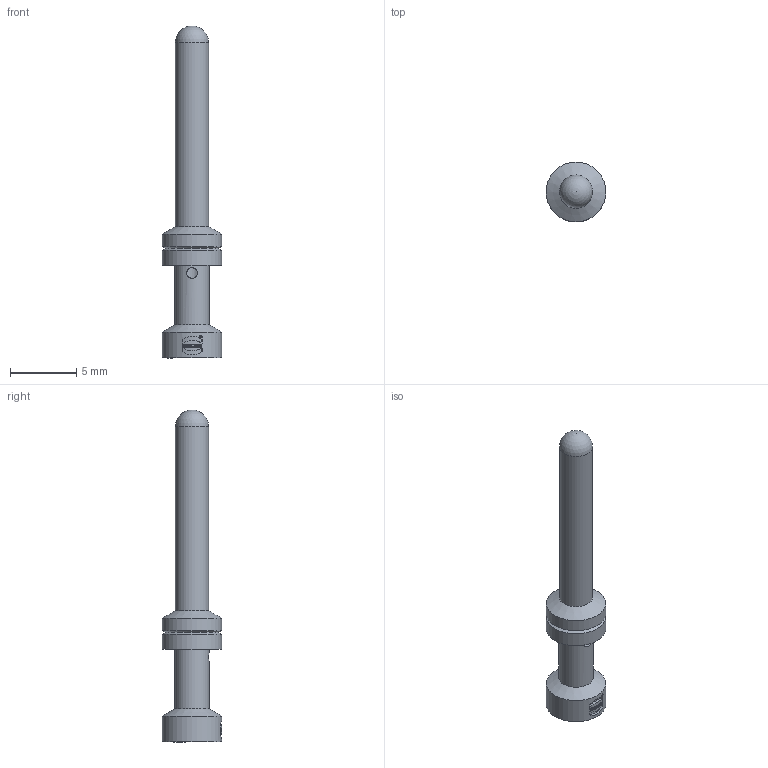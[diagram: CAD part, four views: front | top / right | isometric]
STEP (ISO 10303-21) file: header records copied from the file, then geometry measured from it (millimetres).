
FILE_DESCRIPTION(/* description */ (''),/* implementation_level */ '2;1');
FILE_NAME(/* name */ '100552554ugm000_c.stp',/* time_stamp */ '2022-03-11T18:51:50+01:00',/* author */ (''),/* organization */ (''),/* preprocessor_version */ 'ST-DEVELOPER v16.7',/* originating_system */ 'SIEMENS PLM Software NX 1911',/* authorisation */ '');
FILE_SCHEMA (('AUTOMOTIVE_DESIGN { 1 0 10303 214 3 1 1 1 }'));
Length unit declared in the file: millimetre
Products named in the file (1): 100552554ugm000_c
Bounding box: 4.5 x 4.5 x 25 mm (x, y, z)
Volume: 151.6 mm3; surface area: 334.8 mm2
Topology: 1 solids, 2 shells, 119 faces, 381 edges, 366 vertices
Faces by surface type: plane 78, cylinder 33, cone 5, extrusion 2, sphere 1
Full cylindrical faces by diameter (mm): 0.159 x1, 0.188 x1, 0.8 x1, 1.45 x1, 2.5 x1, 2.6 x1, 4.1 x1, 4.5 x3
Entity records: 5751 total; most frequent: CARTESIAN_POINT 1503, DIRECTION 692, ORIENTED_EDGE 552, EDGE_CURVE 277, AXIS2_PLACEMENT_3D 236, VECTOR 220, LINE 218, VERTEX_POINT 192
